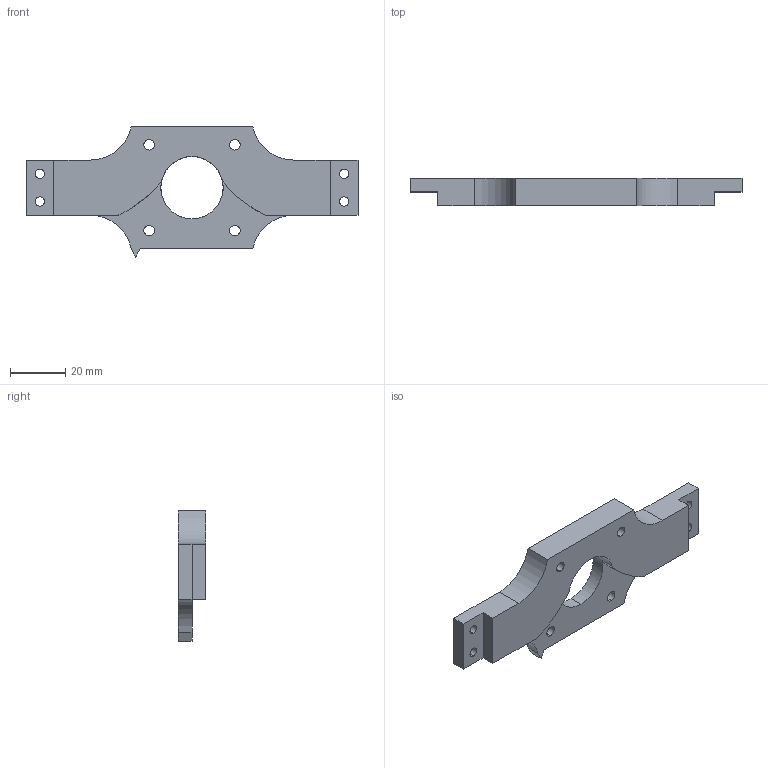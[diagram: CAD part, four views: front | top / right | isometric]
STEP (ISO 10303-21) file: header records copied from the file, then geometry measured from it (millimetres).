
FILE_DESCRIPTION (( 'STEP AP203' ), '1' );
FILE_NAME ('22_RAmotor_mount_NEMA_v2.STEP', '2020-07-12T11:34:45', ( '' ), ( '' ), 'SwSTEP 2.0', 'SolidWorks 2020', '' );
FILE_SCHEMA (( 'CONFIG_CONTROL_DESIGN' ));
Length unit declared in the file: millimetre
Products named in the file (1): 22_RAmotor_mount_NEMA_v2
Bounding box: 120 x 10 x 47.11 mm (x, y, z)
Volume: 25865.6 mm3; surface area: 10124.8 mm2
Topology: 1 solids, 1 shells, 41 faces, 120 edges, 80 vertices
Faces by surface type: cylinder 22, plane 17, bspline 2
Entity records: 1699 total; most frequent: CARTESIAN_POINT 472, ORIENTED_EDGE 240, DIRECTION 238, EDGE_CURVE 120, AXIS2_PLACEMENT_3D 86, VERTEX_POINT 80, LINE 66, VECTOR 66
